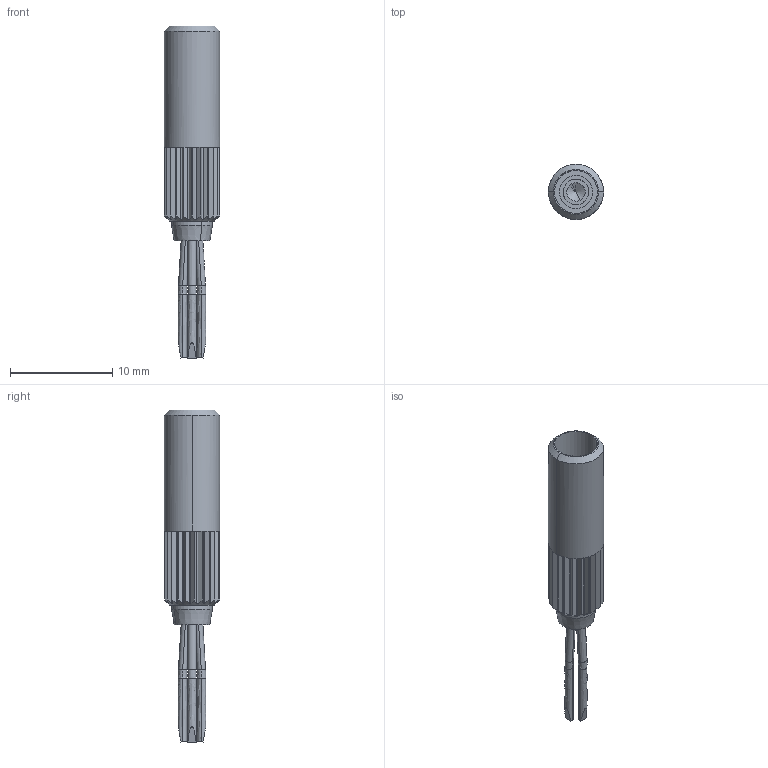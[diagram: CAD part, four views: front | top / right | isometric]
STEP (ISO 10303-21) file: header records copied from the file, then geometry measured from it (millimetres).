
FILE_DESCRIPTION(('CATIA V5R22 STEP214','CAx-IF Rec.Pracs.--- Model Styling and Organization---1.4--- 2014-01-23'),'2;1');
FILE_NAME ('001703-2_0', '2021-06-22T06:11:33+00:00', ('Weidmueller Interface'), ('Weidmueller'), 'CATIA Version 5-6 Release 2016 SP3 HF44', 'CATIA V5 STEP AP214', 'none');
FILE_SCHEMA(('AUTOMOTIVE_DESIGN { 1 0 10303 214 1 1 1 1 }'));
Length unit declared in the file: millimetre
Products named in the file (1): 0293800000
Bounding box: 5.4 x 5.4 x 32.5 mm (x, y, z)
Volume: 309.4 mm3; surface area: 952.5 mm2
Topology: 2 solids, 2 shells, 161 faces, 422 edges, 273 vertices
Faces by surface type: plane 86, cylinder 43, extrusion 16, cone 8, revolution 8
Entity records: 5138 total; most frequent: CARTESIAN_POINT 1466, ORIENTED_EDGE 840, DIRECTION 557, EDGE_CURVE 420, VERTEX_POINT 273, AXIS2_PLACEMENT_3D 250, VECTOR 202, LINE 186
